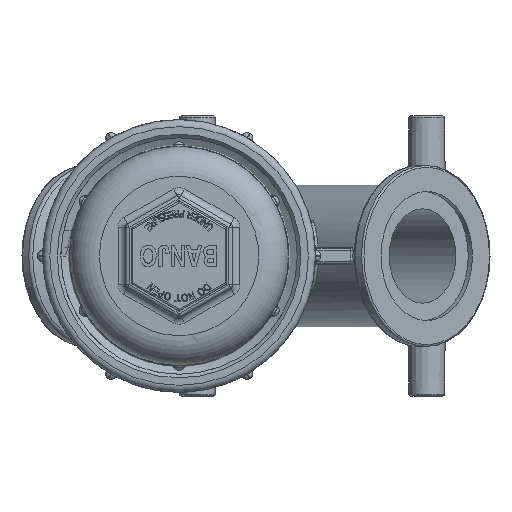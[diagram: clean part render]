
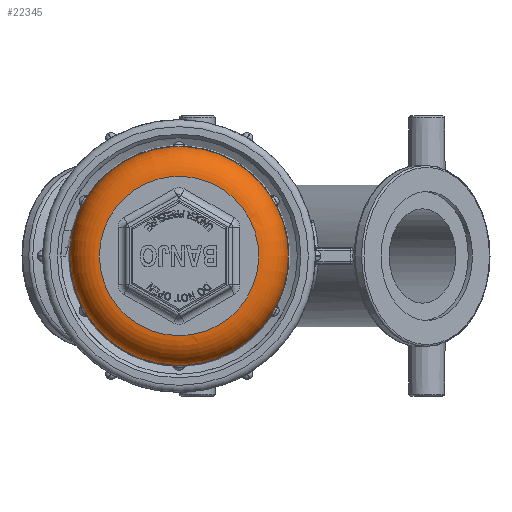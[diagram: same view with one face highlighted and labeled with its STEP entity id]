
A CAD part, front view. The second image highlights one B-rep face of the part: STEP entity #22345.
In plain terms, the highlighted toroidal (fillet/blend) face has major radius 34.319 mm and minor radius 12.7 mm.
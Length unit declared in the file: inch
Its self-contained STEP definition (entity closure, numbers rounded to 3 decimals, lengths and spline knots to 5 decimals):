
#4676=B_SPLINE_CURVE_WITH_KNOTS($,3,(#38303,#38304,#38305,#38306,#38307,
#38308),.UNSPECIFIED.,.F.,.F.,(4,1,1,4),(-2.97563,-2.70553,
-2.52547,-2.3454),.UNSPECIFIED.);
#4680=B_SPLINE_CURVE_WITH_KNOTS($,3,(#38365,#38366,#38367,#38368,#38369,
#38370),.UNSPECIFIED.,.F.,.F.,(4,1,1,4),(-0.63023,-0.45016,
-0.2701,0.),.UNSPECIFIED.);
#4681=B_SPLINE_CURVE_WITH_KNOTS($,3,(#38374,#38375,#38376,#38377,#38378,
#38379),.UNSPECIFIED.,.F.,.F.,(4,1,1,4),(-2.97563,-2.79557,
-2.6155,-2.3454),.UNSPECIFIED.);
#4682=B_SPLINE_CURVE_WITH_KNOTS($,3,(#38383,#38384,#38385,#38386,#38387,
#38388),.UNSPECIFIED.,.F.,.F.,(4,1,1,4),(-2.97563,-2.79557,
-2.6155,-2.3454),.UNSPECIFIED.);
#4683=B_SPLINE_CURVE_WITH_KNOTS($,3,(#38392,#38393,#38394,#38395,#38396,
#38397),.UNSPECIFIED.,.F.,.F.,(4,1,1,4),(-0.63023,-0.45016,
-0.2701,0.),.UNSPECIFIED.);
#4684=B_SPLINE_CURVE_WITH_KNOTS($,3,(#38401,#38402,#38403,#38404,#38405,
#38406),.UNSPECIFIED.,.F.,.F.,(4,1,1,4),(-2.97563,-2.79557,
-2.6155,-2.3454),.UNSPECIFIED.);
#5994=FACE_BOUND($,#8067,.T.);
#6662=FACE_OUTER_BOUND($,#8066,.T.);
#8066=EDGE_LOOP($,(#17731,#17732,#17733,#17734,#17735,#17736,#17737,#17738,
#17739,#17740,#17741,#17742));
#8067=EDGE_LOOP($,(#17743));
#9132=CIRCLE($,#24109,1.35115);
#9248=CIRCLE($,#24327,1.85115);
#9249=CIRCLE($,#24328,1.85115);
#9250=CIRCLE($,#24329,1.85115);
#9251=CIRCLE($,#24330,1.85115);
#9252=CIRCLE($,#24331,1.85115);
#9253=CIRCLE($,#24332,1.85115);
#10214=VERTEX_POINT($,#37464);
#10345=VERTEX_POINT($,#38260);
#10347=VERTEX_POINT($,#38301);
#10348=VERTEX_POINT($,#38362);
#10349=VERTEX_POINT($,#38364);
#10350=VERTEX_POINT($,#38371);
#10351=VERTEX_POINT($,#38373);
#10352=VERTEX_POINT($,#38380);
#10353=VERTEX_POINT($,#38382);
#10354=VERTEX_POINT($,#38389);
#10355=VERTEX_POINT($,#38391);
#10356=VERTEX_POINT($,#38398);
#10357=VERTEX_POINT($,#38400);
#12789=EDGE_CURVE($,#10214,#10214,#9132,.T.);
#13021=EDGE_CURVE($,#10347,#10345,#4676,.T.);
#13027=EDGE_CURVE($,#10348,#10347,#9248,.T.);
#13028=EDGE_CURVE($,#10349,#10348,#4680,.T.);
#13029=EDGE_CURVE($,#10350,#10349,#9249,.T.);
#13030=EDGE_CURVE($,#10351,#10350,#4681,.T.);
#13031=EDGE_CURVE($,#10352,#10351,#9250,.T.);
#13032=EDGE_CURVE($,#10353,#10352,#4682,.T.);
#13033=EDGE_CURVE($,#10354,#10353,#9251,.T.);
#13034=EDGE_CURVE($,#10355,#10354,#4683,.T.);
#13035=EDGE_CURVE($,#10356,#10355,#9252,.T.);
#13036=EDGE_CURVE($,#10357,#10356,#4684,.T.);
#13037=EDGE_CURVE($,#10345,#10357,#9253,.T.);
#17731=ORIENTED_EDGE($,*,*,#13021,.F.);
#17732=ORIENTED_EDGE($,*,*,#13027,.F.);
#17733=ORIENTED_EDGE($,*,*,#13028,.F.);
#17734=ORIENTED_EDGE($,*,*,#13029,.F.);
#17735=ORIENTED_EDGE($,*,*,#13030,.F.);
#17736=ORIENTED_EDGE($,*,*,#13031,.F.);
#17737=ORIENTED_EDGE($,*,*,#13032,.F.);
#17738=ORIENTED_EDGE($,*,*,#13033,.F.);
#17739=ORIENTED_EDGE($,*,*,#13034,.F.);
#17740=ORIENTED_EDGE($,*,*,#13035,.F.);
#17741=ORIENTED_EDGE($,*,*,#13036,.F.);
#17742=ORIENTED_EDGE($,*,*,#13037,.F.);
#17743=ORIENTED_EDGE($,*,*,#12789,.T.);
#21773=TOROIDAL_SURFACE($,#24326,1.35115,0.5);
#22345=ADVANCED_FACE($,(#6662,#5994),#21773,.T.);
#24109=AXIS2_PLACEMENT_3D($,#37465,#27359,#27360);
#24326=AXIS2_PLACEMENT_3D($,#38361,#27883,#27884);
#24327=AXIS2_PLACEMENT_3D($,#38363,#27885,#27886);
#24328=AXIS2_PLACEMENT_3D($,#38372,#27887,#27888);
#24329=AXIS2_PLACEMENT_3D($,#38381,#27889,#27890);
#24330=AXIS2_PLACEMENT_3D($,#38390,#27891,#27892);
#24331=AXIS2_PLACEMENT_3D($,#38399,#27893,#27894);
#24332=AXIS2_PLACEMENT_3D($,#38407,#27895,#27896);
#27359=DIRECTION('center_axis',(0.,1.,0.));
#27360=DIRECTION('ref_axis',(-1.,0.,0.));
#27883=DIRECTION('center_axis',(0.,1.,0.));
#27884=DIRECTION('ref_axis',(0.,0.,1.));
#27885=DIRECTION('center_axis',(0.,1.,0.));
#27886=DIRECTION('ref_axis',(-1.,0.,0.));
#27887=DIRECTION('center_axis',(0.,1.,0.));
#27888=DIRECTION('ref_axis',(-1.,0.,0.));
#27889=DIRECTION('center_axis',(0.,1.,0.));
#27890=DIRECTION('ref_axis',(-1.,0.,0.));
#27891=DIRECTION('center_axis',(0.,1.,0.));
#27892=DIRECTION('ref_axis',(-1.,0.,0.));
#27893=DIRECTION('center_axis',(0.,1.,0.));
#27894=DIRECTION('ref_axis',(-1.,0.,0.));
#27895=DIRECTION('center_axis',(0.,1.,0.));
#27896=DIRECTION('ref_axis',(-1.,0.,0.));
#37464=CARTESIAN_POINT('',(-1.35115,-3.44,0.));
#37465=CARTESIAN_POINT('Origin',(0.,-3.44,0.));
#38260=CARTESIAN_POINT('',(-1.54725,-2.94,1.01625));
#38301=CARTESIAN_POINT('',(-1.65373,-2.94,0.83183));
#38303=CARTESIAN_POINT('Ctrl Pts',(-1.65373,-2.94,
0.83183));
#38304=CARTESIAN_POINT('Ctrl Pts',(-1.64357,-2.9639,0.85202));
#38305=CARTESIAN_POINT('Ctrl Pts',(-1.61605,-2.99004,
0.89903));
#38306=CARTESIAN_POINT('Ctrl Pts',(-1.5753,-2.98083,
0.97004));
#38307=CARTESIAN_POINT('Ctrl Pts',(-1.55551,-2.9559,
1.00368));
#38308=CARTESIAN_POINT('Ctrl Pts',(-1.54725,-2.94,
1.01625));
#38361=CARTESIAN_POINT('Origin',(0.,-2.94,0.));
#38362=CARTESIAN_POINT('',(-1.65373,-2.94,-0.83183));
#38363=CARTESIAN_POINT('Origin',(0.,-2.94,0.));
#38364=CARTESIAN_POINT('',(-1.54725,-2.94,-1.01625));
#38365=CARTESIAN_POINT('Ctrl Pts',(-1.54725,-2.94,
-1.01625));
#38366=CARTESIAN_POINT('Ctrl Pts',(-1.55552,-2.95593,
-1.00366));
#38367=CARTESIAN_POINT('Ctrl Pts',(-1.5753,-2.98081,
-0.97004));
#38368=CARTESIAN_POINT('Ctrl Pts',(-1.61605,-2.99004,
-0.89902));
#38369=CARTESIAN_POINT('Ctrl Pts',(-1.64359,-2.96386,
-0.85199));
#38370=CARTESIAN_POINT('Ctrl Pts',(-1.65373,-2.94,
-0.83183));
#38371=CARTESIAN_POINT('',(-0.10647,-2.94,-1.84809));
#38372=CARTESIAN_POINT('Origin',(0.,-2.94,0.));
#38373=CARTESIAN_POINT('',(0.10647,-2.94,-1.84809));
#38374=CARTESIAN_POINT('Ctrl Pts',(0.10647,-2.94,
-1.84809));
#38375=CARTESIAN_POINT('Ctrl Pts',(0.09143,-2.95593,
-1.84895));
#38376=CARTESIAN_POINT('Ctrl Pts',(0.05244,-2.98081,
-1.84927));
#38377=CARTESIAN_POINT('Ctrl Pts',(-0.02945,-2.99004,
-1.84906));
#38378=CARTESIAN_POINT('Ctrl Pts',(-0.08395,-2.96386,
-1.84938));
#38379=CARTESIAN_POINT('Ctrl Pts',(-0.10647,-2.94,
-1.84809));
#38380=CARTESIAN_POINT('',(1.54725,-2.94,-1.01625));
#38381=CARTESIAN_POINT('Origin',(0.,-2.94,0.));
#38382=CARTESIAN_POINT('',(1.65373,-2.94,-0.83183));
#38383=CARTESIAN_POINT('Ctrl Pts',(1.65373,-2.94,-0.83183));
#38384=CARTESIAN_POINT('Ctrl Pts',(1.64696,-2.95593,-0.84529));
#38385=CARTESIAN_POINT('Ctrl Pts',(1.62773,-2.98081,-0.87922));
#38386=CARTESIAN_POINT('Ctrl Pts',(1.5866,-2.99004,-0.95003));
#38387=CARTESIAN_POINT('Ctrl Pts',(1.55964,-2.96386,-0.9974));
#38388=CARTESIAN_POINT('Ctrl Pts',(1.54725,-2.94,-1.01625));
#38389=CARTESIAN_POINT('',(1.65373,-2.94,0.83183));
#38390=CARTESIAN_POINT('Origin',(0.,-2.94,0.));
#38391=CARTESIAN_POINT('',(1.54725,-2.94,1.01625));
#38392=CARTESIAN_POINT('Ctrl Pts',(1.54725,-2.94,1.01625));
#38393=CARTESIAN_POINT('Ctrl Pts',(1.55552,-2.95593,1.00366));
#38394=CARTESIAN_POINT('Ctrl Pts',(1.5753,-2.98081,0.97004));
#38395=CARTESIAN_POINT('Ctrl Pts',(1.61605,-2.99004,0.89902));
#38396=CARTESIAN_POINT('Ctrl Pts',(1.64359,-2.96386,0.85199));
#38397=CARTESIAN_POINT('Ctrl Pts',(1.65373,-2.94,0.83183));
#38398=CARTESIAN_POINT('',(0.10647,-2.94,1.84809));
#38399=CARTESIAN_POINT('Origin',(0.,-2.94,0.));
#38400=CARTESIAN_POINT('',(-0.10647,-2.94,1.84809));
#38401=CARTESIAN_POINT('Ctrl Pts',(-0.10647,-2.94,
1.84809));
#38402=CARTESIAN_POINT('Ctrl Pts',(-0.09143,-2.95593,
1.84895));
#38403=CARTESIAN_POINT('Ctrl Pts',(-0.05244,-2.98081,
1.84927));
#38404=CARTESIAN_POINT('Ctrl Pts',(0.02945,-2.99004,
1.84906));
#38405=CARTESIAN_POINT('Ctrl Pts',(0.08395,-2.96386,
1.84938));
#38406=CARTESIAN_POINT('Ctrl Pts',(0.10647,-2.94,
1.84809));
#38407=CARTESIAN_POINT('Origin',(0.,-2.94,0.));
